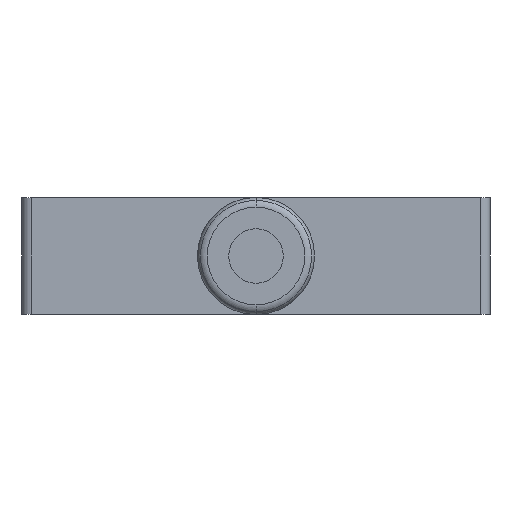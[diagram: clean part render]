
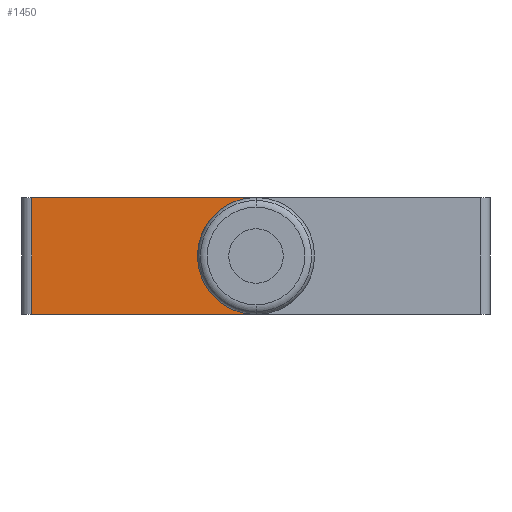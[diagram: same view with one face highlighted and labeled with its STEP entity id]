
A CAD part, front view. The second image highlights one B-rep face of the part: STEP entity #1450.
In plain terms, the highlighted planar face has unit normal (0, -1, 0).
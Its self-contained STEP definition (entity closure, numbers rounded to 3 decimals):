
#402=DIRECTION('',(0.,0.,1.));
#403=VECTOR('',#402,6.);
#404=CARTESIAN_POINT('',(-15.265,4.692,-3.));
#405=LINE('',#404,#403);
#406=CARTESIAN_POINT('',(-3.765,4.692,0.));
#407=DIRECTION('',(0.,1.,0.));
#408=DIRECTION('',(-1.,0.,0.));
#409=AXIS2_PLACEMENT_3D('',#406,#407,#408);
#411=CARTESIAN_POINT('',(-3.765,4.692,0.));
#412=DIRECTION('',(0.,1.,0.));
#413=DIRECTION('',(0.,0.,-1.));
#414=AXIS2_PLACEMENT_3D('',#411,#412,#413);
#416=DIRECTION('',(1.,0.,0.));
#417=VECTOR('',#416,11.5);
#418=CARTESIAN_POINT('',(-15.265,4.692,-3.));
#419=LINE('',#418,#417);
#420=DIRECTION('',(-1.,0.,0.));
#421=VECTOR('',#420,11.5);
#422=CARTESIAN_POINT('',(-3.765,4.692,3.));
#423=LINE('',#422,#421);
#741=CARTESIAN_POINT('',(-15.265,4.692,3.));
#742=VERTEX_POINT('',#741);
#743=CARTESIAN_POINT('',(-3.765,4.692,3.));
#744=VERTEX_POINT('',#743);
#813=CARTESIAN_POINT('',(-3.765,4.692,-3.));
#814=VERTEX_POINT('',#813);
#815=CARTESIAN_POINT('',(-15.265,4.692,-3.));
#816=VERTEX_POINT('',#815);
#845=CARTESIAN_POINT('',(-6.765,4.692,
0.));
#847=VERTEX_POINT('',#845);
#1436=CARTESIAN_POINT('',(-15.765,4.692,0.));
#1437=DIRECTION('',(0.,-1.,0.));
#1438=DIRECTION('',(1.,0.,0.));
#1439=AXIS2_PLACEMENT_3D('',#1436,#1437,#1438);
#1440=PLANE('',#1439);
#1442=ORIENTED_EDGE('',*,*,#1441,.F.);
#1444=ORIENTED_EDGE('',*,*,#1443,.F.);
#1445=ORIENTED_EDGE('',*,*,#1140,.F.);
#1446=ORIENTED_EDGE('',*,*,#1431,.T.);
#1447=ORIENTED_EDGE('',*,*,#1059,.F.);
#1448=EDGE_LOOP('',(#1442,#1444,#1445,#1446,#1447));
#1449=FACE_OUTER_BOUND('',#1448,.F.);
#410=CIRCLE('',#409,3.);
#415=CIRCLE('',#414,3.);
#1059=EDGE_CURVE('',#744,#742,#423,.T.);
#1140=EDGE_CURVE('',#816,#814,#419,.T.);
#1431=EDGE_CURVE('',#816,#742,#405,.T.);
#1441=EDGE_CURVE('',#847,#744,#410,.T.);
#1443=EDGE_CURVE('',#814,#847,#415,.T.);
#1450=ADVANCED_FACE('',(#1449),#1440,.T.);
